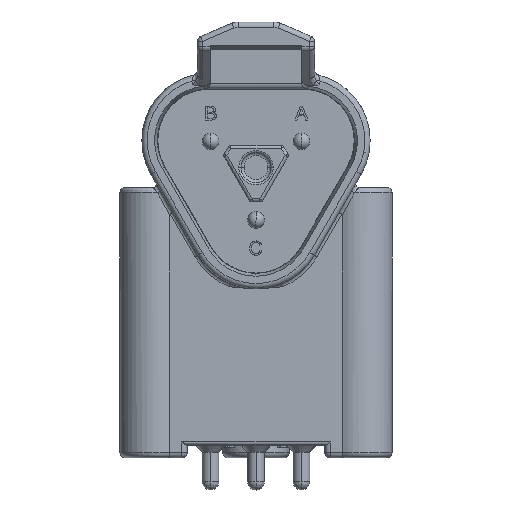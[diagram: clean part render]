
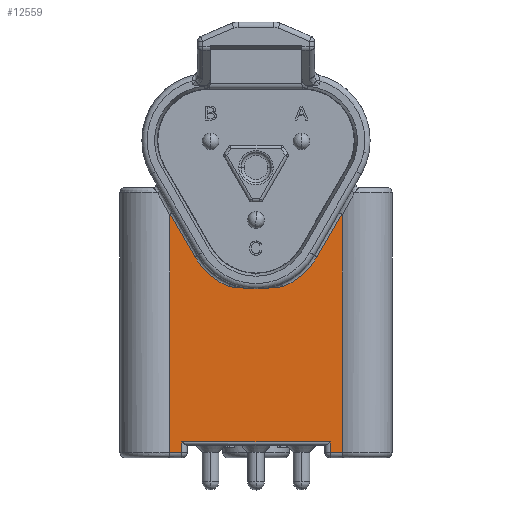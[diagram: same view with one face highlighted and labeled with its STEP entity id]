
A CAD part, front view. The second image highlights one B-rep face of the part: STEP entity #12559.
In plain terms, the highlighted planar face has unit normal (0, -1, 0).
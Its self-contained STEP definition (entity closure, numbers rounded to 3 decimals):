
#1284=DIRECTION('',(-1.,0.,0.));
#1285=VECTOR('',#1284,14.05);
#1286=CARTESIAN_POINT('',(7.025,16.89,-25.994));
#1287=LINE('',#1286,#1285);
#1288=DIRECTION('',(-1.,0.,0.));
#1289=VECTOR('',#1288,1.145);
#1290=CARTESIAN_POINT('',(-7.025,16.89,-26.994));
#1291=LINE('',#1290,#1289);
#1292=DIRECTION('',(0.,0.,1.));
#1293=VECTOR('',#1292,22.42);
#1294=CARTESIAN_POINT('',(-8.17,16.89,-26.994));
#1295=LINE('',#1294,#1293);
#1296=CARTESIAN_POINT('',(-8.114,16.89,-4.42));
#1297=CARTESIAN_POINT('',(-8.125,16.89,-4.427));
#1298=CARTESIAN_POINT('',(-8.143,16.89,
-4.444));
#1299=CARTESIAN_POINT('',(-8.16,16.89,
-4.482));
#1300=CARTESIAN_POINT('',(-8.168,16.89,
-4.524));
#1301=CARTESIAN_POINT('',(-8.17,16.89,
-4.557));
#1302=CARTESIAN_POINT('',(-8.17,16.89,
-4.574));
#1304=DIRECTION('',(0.5,0.,-0.866));
#1305=VECTOR('',#1304,4.658);
#1306=CARTESIAN_POINT('',(-8.114,16.89,-4.42));
#1307=LINE('',#1306,#1305);
#1308=CARTESIAN_POINT('',(0.,16.89,-5.114));
#1309=DIRECTION('',(0.,-1.,0.));
#1310=DIRECTION('',(-0.866,0.,-0.5));
#1311=AXIS2_PLACEMENT_3D('',#1308,#1309,#1310);
#1313=CARTESIAN_POINT('',(0.,16.89,-5.114));
#1314=DIRECTION('',(0.,-1.,0.));
#1315=DIRECTION('',(-0.112,0.,-0.994));
#1316=AXIS2_PLACEMENT_3D('',#1313,#1314,#1315);
#1318=CARTESIAN_POINT('',(0.,16.89,-5.114));
#1319=DIRECTION('',(0.,-1.,0.));
#1320=DIRECTION('',(0.38,0.,-0.925));
#1321=AXIS2_PLACEMENT_3D('',#1318,#1319,#1320);
#1323=DIRECTION('',(0.5,0.,0.866));
#1324=VECTOR('',#1323,4.658);
#1325=CARTESIAN_POINT('',(5.785,16.89,-8.454));
#1326=LINE('',#1325,#1324);
#1327=CARTESIAN_POINT('',(8.17,16.89,-4.574));
#1328=CARTESIAN_POINT('',(8.17,16.89,-4.557));
#1329=CARTESIAN_POINT('',(8.168,16.89,-4.525));
#1330=CARTESIAN_POINT('',(8.16,16.89,-4.482));
#1331=CARTESIAN_POINT('',(8.143,16.89,-4.444));
#1332=CARTESIAN_POINT('',(8.125,16.89,-4.427));
#1333=CARTESIAN_POINT('',(8.114,16.89,-4.42));
#1335=DIRECTION('',(0.,0.,-1.));
#1336=VECTOR('',#1335,22.42);
#1337=CARTESIAN_POINT('',(8.17,16.89,-4.574));
#1338=LINE('',#1337,#1336);
#1339=DIRECTION('',(-1.,0.,0.));
#1340=VECTOR('',#1339,1.145);
#1341=CARTESIAN_POINT('',(8.17,16.89,-26.994));
#1342=LINE('',#1341,#1340);
#1366=DIRECTION('',(0.,0.,-1.));
#1367=VECTOR('',#1366,1.);
#1368=CARTESIAN_POINT('',(7.025,16.89,-25.994));
#1369=LINE('',#1368,#1367);
#6425=CARTESIAN_POINT('',(2.536,16.89,-11.294));
#6426=CARTESIAN_POINT('',(2.318,16.89,-11.314));
#6427=CARTESIAN_POINT('',(1.893,16.89,-11.348));
#6428=CARTESIAN_POINT('',(1.286,16.89,-11.397));
#6429=CARTESIAN_POINT('',(0.9,16.89,-11.433));
#6430=CARTESIAN_POINT('',(0.712,16.89,-11.454));
#6480=CARTESIAN_POINT('',(-0.712,16.89,-11.454));
#6481=CARTESIAN_POINT('',(-0.816,16.89,-11.443));
#6482=CARTESIAN_POINT('',(-1.022,16.89,
-11.422));
#6483=CARTESIAN_POINT('',(-1.326,16.89,
-11.394));
#6484=CARTESIAN_POINT('',(-1.629,16.89,
-11.369));
#6485=CARTESIAN_POINT('',(-1.931,16.89,
-11.345));
#6486=CARTESIAN_POINT('',(-2.233,16.89,
-11.321));
#6487=CARTESIAN_POINT('',(-2.435,16.89,
-11.304));
#6488=CARTESIAN_POINT('',(-2.536,16.89,-11.294));
#7067=DIRECTION('',(0.,0.,1.));
#7068=VECTOR('',#7067,1.);
#7069=CARTESIAN_POINT('',(-7.025,16.89,-26.994));
#7070=LINE('',#7069,#7068);
#9089=VERTEX_POINT('',#1296);
#9090=VERTEX_POINT('',#1302);
#9096=CARTESIAN_POINT('',(-5.785,16.89,-8.454));
#9097=VERTEX_POINT('',#9096);
#9102=CARTESIAN_POINT('',(5.785,16.89,-8.454));
#9103=CARTESIAN_POINT('',(8.114,16.89,-4.42));
#9104=VERTEX_POINT('',#9102);
#9105=VERTEX_POINT('',#9103);
#9124=VERTEX_POINT('',#1327);
#10079=VERTEX_POINT('',#6425);
#10080=VERTEX_POINT('',#6430);
#10081=VERTEX_POINT('',#6480);
#10082=VERTEX_POINT('',#6488);
#10123=CARTESIAN_POINT('',(8.17,16.89,-26.994));
#10124=CARTESIAN_POINT('',(7.025,16.89,-26.994));
#10125=VERTEX_POINT('',#10123);
#10126=VERTEX_POINT('',#10124);
#10143=CARTESIAN_POINT('',(-8.17,16.89,-26.994));
#10145=VERTEX_POINT('',#10143);
#10147=CARTESIAN_POINT('',(-7.025,16.89,-26.994));
#10148=VERTEX_POINT('',#10147);
#10489=CARTESIAN_POINT('',(7.025,16.89,-25.994));
#10490=CARTESIAN_POINT('',(-7.025,16.89,-25.994));
#10491=VERTEX_POINT('',#10489);
#10492=VERTEX_POINT('',#10490);
#12521=CARTESIAN_POINT('',(0.,16.89,-1.894));
#12522=DIRECTION('',(0.,1.,0.));
#12523=DIRECTION('',(-1.,0.,0.));
#12524=AXIS2_PLACEMENT_3D('',#12521,#12522,#12523);
#12525=PLANE('',#12524);
#12527=ORIENTED_EDGE('',*,*,#12526,.T.);
#12529=ORIENTED_EDGE('',*,*,#12528,.F.);
#12531=ORIENTED_EDGE('',*,*,#12530,.T.);
#12533=ORIENTED_EDGE('',*,*,#12532,.T.);
#12534=ORIENTED_EDGE('',*,*,#12510,.F.);
#12536=ORIENTED_EDGE('',*,*,#12535,.T.);
#12538=ORIENTED_EDGE('',*,*,#12537,.T.);
#12540=ORIENTED_EDGE('',*,*,#12539,.F.);
#12542=ORIENTED_EDGE('',*,*,#12541,.T.);
#12544=ORIENTED_EDGE('',*,*,#12543,.F.);
#12546=ORIENTED_EDGE('',*,*,#12545,.T.);
#12548=ORIENTED_EDGE('',*,*,#12547,.T.);
#12550=ORIENTED_EDGE('',*,*,#12549,.F.);
#12552=ORIENTED_EDGE('',*,*,#12551,.T.);
#12554=ORIENTED_EDGE('',*,*,#12553,.T.);
#12556=ORIENTED_EDGE('',*,*,#12555,.F.);
#12557=EDGE_LOOP('',(#12527,#12529,#12531,#12533,#12534,#12536,#12538,#12540,
#12542,#12544,#12546,#12548,#12550,#12552,#12554,#12556));
#12558=FACE_OUTER_BOUND('',#12557,.F.);
#12559=ADVANCED_FACE('',(#12558),#12525,.F.);
#1303=B_SPLINE_CURVE_WITH_KNOTS('',3,(#1296,#1297,#1298,#1299,#1300,#1301,
#1302),.UNSPECIFIED.,.F.,.F.,(4,1,1,1,4),(0.,0.25,0.5,0.75,1.),
.UNSPECIFIED.);
#1312=CIRCLE('',#1311,6.68);
#1317=CIRCLE('',#1316,6.38);
#1322=CIRCLE('',#1321,6.68);
#1334=B_SPLINE_CURVE_WITH_KNOTS('',3,(#1327,#1328,#1329,#1330,#1331,#1332,
#1333),.UNSPECIFIED.,.F.,.F.,(4,1,1,1,4),(0.,0.25,0.5,0.75,1.),
.UNSPECIFIED.);
#6431=B_SPLINE_CURVE_WITH_KNOTS('',3,(#6425,#6426,#6427,#6428,#6429,#6430),
.UNSPECIFIED.,.F.,.F.,(4,1,1,4),(0.,0.333,0.667,1.),
.UNSPECIFIED.);
#6489=B_SPLINE_CURVE_WITH_KNOTS('',3,(#6480,#6481,#6482,#6483,#6484,#6485,#6486,
#6487,#6488),.UNSPECIFIED.,.F.,.F.,(4,1,1,1,1,1,4),(0.,0.167,
0.333,0.5,0.667,0.833,1.),
.UNSPECIFIED.);
#12510=EDGE_CURVE('',#9089,#9090,#1303,.T.);
#12526=EDGE_CURVE('',#10491,#10492,#1287,.T.);
#12528=EDGE_CURVE('',#10148,#10492,#7070,.T.);
#12530=EDGE_CURVE('',#10148,#10145,#1291,.T.);
#12532=EDGE_CURVE('',#10145,#9090,#1295,.T.);
#12535=EDGE_CURVE('',#9089,#9097,#1307,.T.);
#12537=EDGE_CURVE('',#9097,#10082,#1312,.T.);
#12539=EDGE_CURVE('',#10081,#10082,#6489,.T.);
#12541=EDGE_CURVE('',#10081,#10080,#1317,.T.);
#12543=EDGE_CURVE('',#10079,#10080,#6431,.T.);
#12545=EDGE_CURVE('',#10079,#9104,#1322,.T.);
#12547=EDGE_CURVE('',#9104,#9105,#1326,.T.);
#12549=EDGE_CURVE('',#9124,#9105,#1334,.T.);
#12551=EDGE_CURVE('',#9124,#10125,#1338,.T.);
#12553=EDGE_CURVE('',#10125,#10126,#1342,.T.);
#12555=EDGE_CURVE('',#10491,#10126,#1369,.T.);
